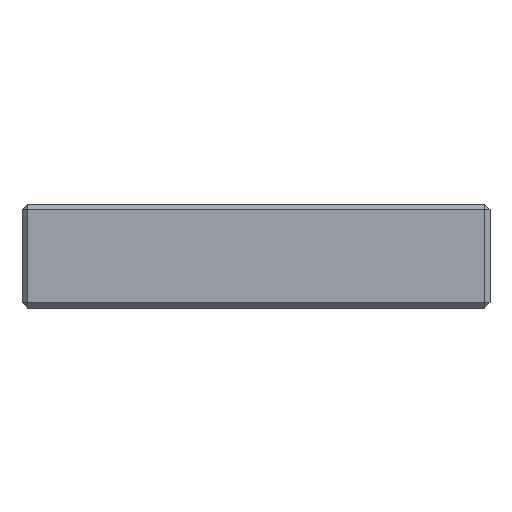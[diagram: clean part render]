
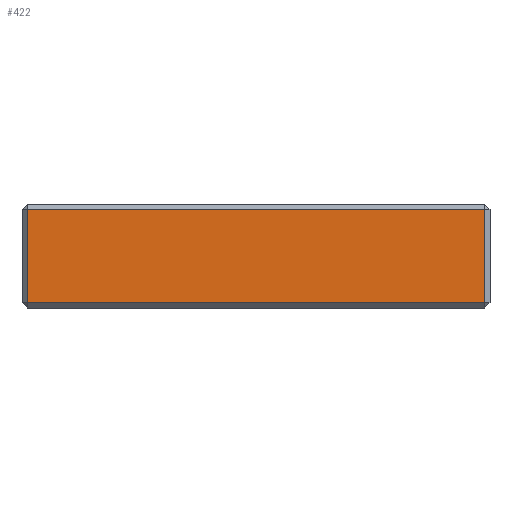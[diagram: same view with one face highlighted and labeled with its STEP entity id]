
A CAD part, front view. The second image highlights one B-rep face of the part: STEP entity #422.
In plain terms, the highlighted planar face has unit normal (0, -1, 0).
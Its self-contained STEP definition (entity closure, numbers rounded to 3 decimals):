
#372 = ORIENTED_EDGE ( 'NONE', *, *, #373, .T. ) ;
#373 = EDGE_CURVE ( 'NONE', #419, #447, #1484, .T. ) ;
#380 = ORIENTED_EDGE ( 'NONE', *, *, #382, .T. ) ;
#382 = EDGE_CURVE ( 'NONE', #415, #388, #1464, .T. ) ;
#387 = EDGE_LOOP ( 'NONE', ( #380, #393, #372, #449 ) ) ;
#388 = VERTEX_POINT ( 'NONE', #1521 ) ;
#393 = ORIENTED_EDGE ( 'NONE', *, *, #416, .T. ) ;
#415 = VERTEX_POINT ( 'NONE', #1544 ) ;
#416 = EDGE_CURVE ( 'NONE', #388, #419, #1543, .T. ) ;
#419 = VERTEX_POINT ( 'NONE', #1538 ) ;
#422 = ADVANCED_FACE ( 'NONE', ( #1536 ), #1535, .F. ) ;
#447 = VERTEX_POINT ( 'NONE', #1615 ) ;
#449 = ORIENTED_EDGE ( 'NONE', *, *, #450, .T. ) ;
#450 = EDGE_CURVE ( 'NONE', #447, #415, #1614, .T. ) ;
#1461 = DIRECTION ( 'NONE',  ( 1., 0., 0. ) ) ;
#1462 = VECTOR ( 'NONE', #1461, 1000. ) ;
#1463 = CARTESIAN_POINT ( 'NONE',  ( -22.5, -40., 0.5 ) ) ;
#1464 = LINE ( 'NONE', #1463, #1462 ) ;
#1481 = DIRECTION ( 'NONE',  ( -1., 0., 0. ) ) ;
#1482 = VECTOR ( 'NONE', #1481, 1000. ) ;
#1483 = CARTESIAN_POINT ( 'NONE',  ( -22.5, -40., 9.5 ) ) ;
#1484 = LINE ( 'NONE', #1483, #1482 ) ;
#1521 = CARTESIAN_POINT ( 'NONE',  ( 22., -40., 0.5 ) ) ;
#1531 = DIRECTION ( 'NONE',  ( 0., 0., 1. ) ) ;
#1532 = DIRECTION ( 'NONE',  ( 0., 1., 0. ) ) ;
#1533 = CARTESIAN_POINT ( 'NONE',  ( -22.5, -40., 10. ) ) ;
#1534 = AXIS2_PLACEMENT_3D ( 'NONE', #1533, #1532, #1531 ) ;
#1535 = PLANE ( 'NONE',  #1534 ) ;
#1536 = FACE_OUTER_BOUND ( 'NONE', #387, .T. ) ;
#1538 = CARTESIAN_POINT ( 'NONE',  ( 22., -40., 9.5 ) ) ;
#1540 = DIRECTION ( 'NONE',  ( 0., 0., 1. ) ) ;
#1541 = VECTOR ( 'NONE', #1540, 1000. ) ;
#1542 = CARTESIAN_POINT ( 'NONE',  ( 22., -40., 10. ) ) ;
#1543 = LINE ( 'NONE', #1542, #1541 ) ;
#1544 = CARTESIAN_POINT ( 'NONE',  ( -22., -40., 0.5 ) ) ;
#1611 = DIRECTION ( 'NONE',  ( 0., 0., -1. ) ) ;
#1612 = VECTOR ( 'NONE', #1611, 1000. ) ;
#1613 = CARTESIAN_POINT ( 'NONE',  ( -22., -40., 10. ) ) ;
#1614 = LINE ( 'NONE', #1613, #1612 ) ;
#1615 = CARTESIAN_POINT ( 'NONE',  ( -22., -40., 9.5 ) ) ;
